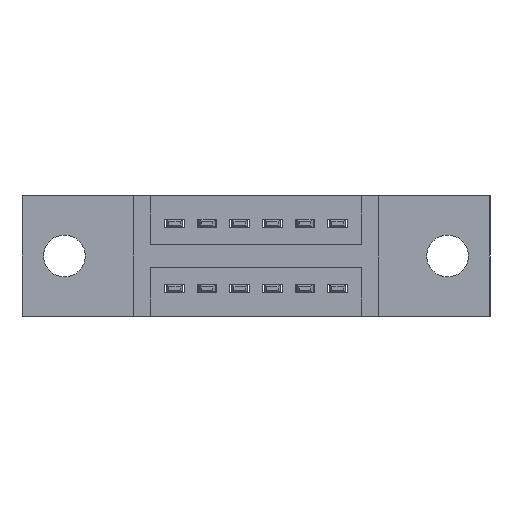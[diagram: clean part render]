
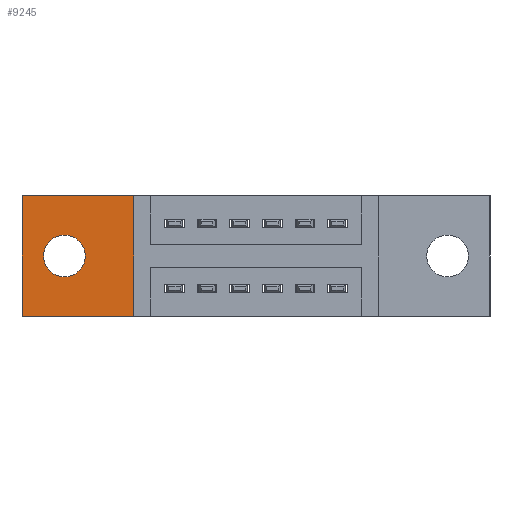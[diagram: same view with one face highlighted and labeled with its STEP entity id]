
A CAD part, front view. The second image highlights one B-rep face of the part: STEP entity #9245.
In plain terms, the highlighted planar face has unit normal (0, -1, 0).
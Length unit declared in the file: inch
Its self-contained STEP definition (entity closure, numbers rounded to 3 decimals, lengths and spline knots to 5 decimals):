
#50 = FACE_OUTER_BOUND ( 'NONE', #1774, .T. ) ;
#204 = CARTESIAN_POINT ( 'NONE',  ( 0., 0.11, 0. ) ) ;
#654 = DIRECTION ( 'NONE',  ( 0., -1., 0. ) ) ;
#725 = DIRECTION ( 'NONE',  ( 0., 0., -1. ) ) ;
#809 = DIRECTION ( 'NONE',  ( -1., 0., 0. ) ) ;
#885 = EDGE_CURVE ( 'NONE', #9310, #2766, #9234, .T. ) ;
#925 = VERTEX_POINT ( 'NONE', #7783 ) ;
#926 = VERTEX_POINT ( 'NONE', #1927 ) ;
#1337 = CARTESIAN_POINT ( 'NONE',  ( 0., 0.11, -0.37 ) ) ;
#1511 = LINE ( 'NONE', #1540, #3193 ) ;
#1540 = CARTESIAN_POINT ( 'NONE',  ( 0., 0.11, 0. ) ) ;
#1724 = CARTESIAN_POINT ( 'NONE',  ( 0.3425, 0.11, -0.37 ) ) ;
#1774 = EDGE_LOOP ( 'NONE', ( #3946, #2218, #2092, #4659 ) ) ;
#1927 = CARTESIAN_POINT ( 'NONE',  ( 0.3425, 0.11, 0. ) ) ;
#2055 = AXIS2_PLACEMENT_3D ( 'NONE', #7919, #8628, #4232 ) ;
#2092 = ORIENTED_EDGE ( 'NONE', *, *, #2803, .T. ) ;
#2218 = ORIENTED_EDGE ( 'NONE', *, *, #2367, .T. ) ;
#2220 = VECTOR ( 'NONE', #7417, 39.37008 ) ;
#2294 = VECTOR ( 'NONE', #2434, 39.37008 ) ;
#2367 = EDGE_CURVE ( 'NONE', #2604, #2955, #8123, .T. ) ;
#2434 = DIRECTION ( 'NONE',  ( 0., 0., -1. ) ) ;
#2562 = CIRCLE ( 'NONE', #2956, 0.064 ) ;
#2581 = EDGE_CURVE ( 'NONE', #2766, #9310, #2562, .T. ) ;
#2604 = VERTEX_POINT ( 'NONE', #1337 ) ;
#2766 = VERTEX_POINT ( 'NONE', #6319 ) ;
#2803 = EDGE_CURVE ( 'NONE', #2955, #926, #6106, .T. ) ;
#2955 = VERTEX_POINT ( 'NONE', #1724 ) ;
#2956 = AXIS2_PLACEMENT_3D ( 'NONE', #8140, #654, #725 ) ;
#3193 = VECTOR ( 'NONE', #809, 39.37008 ) ;
#3337 = CARTESIAN_POINT ( 'NONE',  ( 0.13, 0.11, -0.185 ) ) ;
#3392 = DIRECTION ( 'NONE',  ( 0., -1., 0. ) ) ;
#3422 = DIRECTION ( 'NONE',  ( 0., 0., -1. ) ) ;
#3898 = EDGE_LOOP ( 'NONE', ( #4161, #6561 ) ) ;
#3946 = ORIENTED_EDGE ( 'NONE', *, *, #7201, .T. ) ;
#4160 = VECTOR ( 'NONE', #9015, 39.37008 ) ;
#4161 = ORIENTED_EDGE ( 'NONE', *, *, #2581, .F. ) ;
#4232 = DIRECTION ( 'NONE',  ( 0., 0., -1. ) ) ;
#4263 = LINE ( 'NONE', #204, #2294 ) ;
#4464 = CARTESIAN_POINT ( 'NONE',  ( 0.13, 0.11, -0.249 ) ) ;
#4659 = ORIENTED_EDGE ( 'NONE', *, *, #8206, .T. ) ;
#4954 = PLANE ( 'NONE',  #2055 ) ;
#5706 = FACE_BOUND ( 'NONE', #3898, .T. ) ;
#6106 = LINE ( 'NONE', #6806, #4160 ) ;
#6319 = CARTESIAN_POINT ( 'NONE',  ( 0.13, 0.11, -0.121 ) ) ;
#6541 = AXIS2_PLACEMENT_3D ( 'NONE', #3337, #3392, #3422 ) ;
#6561 = ORIENTED_EDGE ( 'NONE', *, *, #885, .F. ) ;
#6806 = CARTESIAN_POINT ( 'NONE',  ( 0.3425, 0.11, 0. ) ) ;
#7068 = CARTESIAN_POINT ( 'NONE',  ( 0., 0.11, -0.37 ) ) ;
#7201 = EDGE_CURVE ( 'NONE', #925, #2604, #4263, .T. ) ;
#7417 = DIRECTION ( 'NONE',  ( 1., 0., 0. ) ) ;
#7783 = CARTESIAN_POINT ( 'NONE',  ( 0., 0.11, 0. ) ) ;
#7919 = CARTESIAN_POINT ( 'NONE',  ( 0., 0.11, -0.37 ) ) ;
#8123 = LINE ( 'NONE', #7068, #2220 ) ;
#8140 = CARTESIAN_POINT ( 'NONE',  ( 0.13, 0.11, -0.185 ) ) ;
#8206 = EDGE_CURVE ( 'NONE', #926, #925, #1511, .T. ) ;
#8628 = DIRECTION ( 'NONE',  ( 0., -1., 0. ) ) ;
#9015 = DIRECTION ( 'NONE',  ( 0., 0., 1. ) ) ;
#9234 = CIRCLE ( 'NONE', #6541, 0.064 ) ;
#9245 = ADVANCED_FACE ( 'NONE', ( #5706, #50 ), #4954, .T. ) ;
#9310 = VERTEX_POINT ( 'NONE', #4464 ) ;
